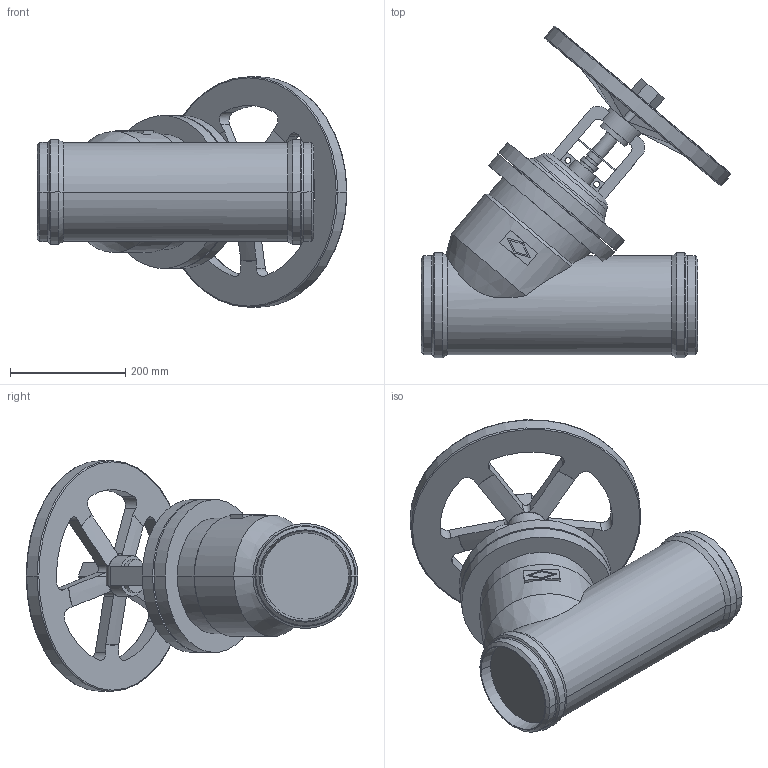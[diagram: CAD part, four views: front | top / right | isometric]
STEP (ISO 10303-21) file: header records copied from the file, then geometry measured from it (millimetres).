
FILE_DESCRIPTION(('OneSpaceDesigner STEP Export'),'2;1');
FILE_NAME('c000003946.stp','2009-09-17T 9:01:39',(''),(''),'OneSpace Designer STEP processor for AP214 (Solid Model)','OneSpace Modeling 15.50B 03-Nov-2007 (C) CoCreate Software GmbH','');
FILE_SCHEMA(('AUTOMOTIVE_DESIGN { 1 0 10303 214 1 1 1 1 }'));
Length unit declared in the file: millimetre
Products named in the file (1): 1
Bounding box: 537.42 x 575.1 x 400 mm (x, y, z)
Volume: 20248564.8 mm3; surface area: 837060.3 mm2
Topology: 1 solids, 1 shells, 211 faces, 579 edges, 375 vertices
Faces by surface type: cylinder 74, plane 74, cone 33, torus 30
Entity records: 9139 total; most frequent: CARTESIAN_POINT 2449, ORIENTED_EDGE 1158, DIRECTION 905, EDGE_CURVE 579, VERTEX_POINT 375, AXIS2_PLACEMENT_3D 335, EDGE_LOOP 236, VECTOR 235
